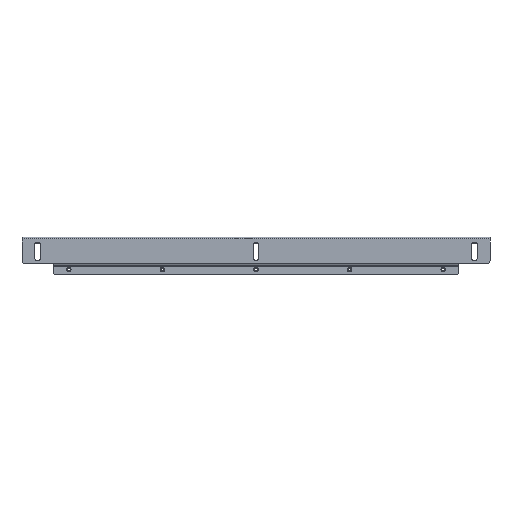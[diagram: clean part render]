
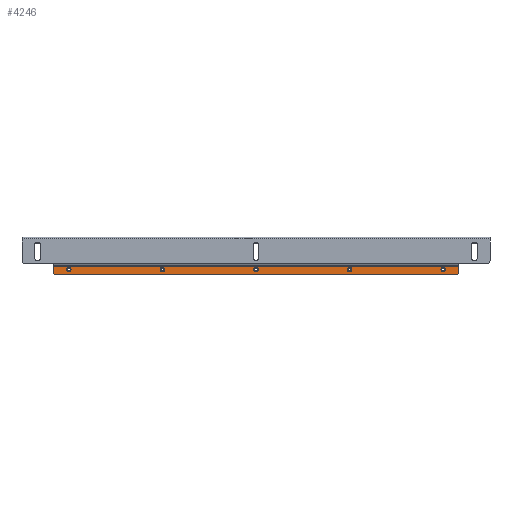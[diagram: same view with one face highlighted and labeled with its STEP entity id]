
A CAD part, left-side view. The second image highlights one B-rep face of the part: STEP entity #4246.
In plain terms, the highlighted planar face has unit normal (-1, 0, 0).
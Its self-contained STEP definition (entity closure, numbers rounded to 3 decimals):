
#11 = DIRECTION ( 'NONE',  ( -1., 0., 0. ) ) ;
#36 = ORIENTED_EDGE ( 'NONE', *, *, #87, .T. ) ;
#71 = DIRECTION ( 'NONE',  ( 0., 0., 1. ) ) ;
#78 = FACE_BOUND ( 'NONE', #658, .T. ) ;
#87 = EDGE_CURVE ( 'NONE', #3665, #1888, #181, .T. ) ;
#100 = FACE_OUTER_BOUND ( 'NONE', #1053, .T. ) ;
#122 = FACE_BOUND ( 'NONE', #791, .T. ) ;
#181 = CIRCLE ( 'NONE', #1918, 5. ) ;
#202 = DIRECTION ( 'NONE',  ( 0., 0., 1. ) ) ;
#205 = CARTESIAN_POINT ( 'NONE',  ( -29.9, 0., -29.1 ) ) ;
#259 = ORIENTED_EDGE ( 'NONE', *, *, #2846, .F. ) ;
#281 = CARTESIAN_POINT ( 'NONE',  ( -29.9, 0., -26. ) ) ;
#322 = CARTESIAN_POINT ( 'NONE',  ( -29.9, 150., -29.1 ) ) ;
#329 = EDGE_LOOP ( 'NONE', ( #983, #2492 ) ) ;
#356 = VERTEX_POINT ( 'NONE', #1244 ) ;
#365 = CARTESIAN_POINT ( 'NONE',  ( -29.9, 150., -26. ) ) ;
#371 = CARTESIAN_POINT ( 'NONE',  ( -29.9, 320., -37.6 ) ) ;
#394 = EDGE_CURVE ( 'NONE', #3915, #2069, #694, .T. ) ;
#400 = ORIENTED_EDGE ( 'NONE', *, *, #1782, .F. ) ;
#419 = FACE_BOUND ( 'NONE', #329, .T. ) ;
#472 = EDGE_CURVE ( 'NONE', #3285, #667, #1273, .T. ) ;
#529 = AXIS2_PLACEMENT_3D ( 'NONE', #936, #607, #4060 ) ;
#569 = CARTESIAN_POINT ( 'NONE',  ( -29.9, 0., -29.1 ) ) ;
#576 = ORIENTED_EDGE ( 'NONE', *, *, #3196, .T. ) ;
#604 = AXIS2_PLACEMENT_3D ( 'NONE', #322, #1713, #4211 ) ;
#607 = DIRECTION ( 'NONE',  ( -1., 0., 0. ) ) ;
#611 = CARTESIAN_POINT ( 'NONE',  ( -29.9, -150., -26. ) ) ;
#624 = DIRECTION ( 'NONE',  ( 0., 0., 1. ) ) ;
#635 = EDGE_CURVE ( 'NONE', #2069, #3915, #778, .T. ) ;
#658 = EDGE_LOOP ( 'NONE', ( #3687, #3968 ) ) ;
#667 = VERTEX_POINT ( 'NONE', #281 ) ;
#687 = DIRECTION ( 'NONE',  ( 0., 0., -1. ) ) ;
#694 = CIRCLE ( 'NONE', #840, 3.1 ) ;
#778 = CIRCLE ( 'NONE', #3522, 3.1 ) ;
#791 = EDGE_LOOP ( 'NONE', ( #259, #3033 ) ) ;
#840 = AXIS2_PLACEMENT_3D ( 'NONE', #2304, #3319, #1935 ) ;
#857 = VERTEX_POINT ( 'NONE', #1887 ) ;
#892 = AXIS2_PLACEMENT_3D ( 'NONE', #931, #2386, #1947 ) ;
#896 = VERTEX_POINT ( 'NONE', #1173 ) ;
#903 = CIRCLE ( 'NONE', #604, 3.1 ) ;
#931 = CARTESIAN_POINT ( 'NONE',  ( -29.9, 300., -29.1 ) ) ;
#933 = DIRECTION ( 'NONE',  ( 0., -1., 0. ) ) ;
#936 = CARTESIAN_POINT ( 'NONE',  ( -29.9, 320., -32.6 ) ) ;
#969 = DIRECTION ( 'NONE',  ( -1., 0., 0. ) ) ;
#983 = ORIENTED_EDGE ( 'NONE', *, *, #635, .F. ) ;
#997 = VECTOR ( 'NONE', #624, 1000. ) ;
#1034 = AXIS2_PLACEMENT_3D ( 'NONE', #2566, #2206, #202 ) ;
#1053 = EDGE_LOOP ( 'NONE', ( #3771, #2422, #576, #36, #3202, #3455 ) ) ;
#1080 = EDGE_CURVE ( 'NONE', #3064, #1888, #2392, .T. ) ;
#1118 = AXIS2_PLACEMENT_3D ( 'NONE', #2824, #4200, #71 ) ;
#1149 = CARTESIAN_POINT ( 'NONE',  ( -29.9, 375., -22.5 ) ) ;
#1167 = CARTESIAN_POINT ( 'NONE',  ( -29.9, 0., -32.2 ) ) ;
#1173 = CARTESIAN_POINT ( 'NONE',  ( -29.9, 300., -26. ) ) ;
#1176 = ORIENTED_EDGE ( 'NONE', *, *, #472, .F. ) ;
#1190 = DIRECTION ( 'NONE',  ( 0., 0., 1. ) ) ;
#1221 = VECTOR ( 'NONE', #2435, 1000. ) ;
#1244 = CARTESIAN_POINT ( 'NONE',  ( -29.9, -300., -32.2 ) ) ;
#1273 = CIRCLE ( 'NONE', #3807, 3.1 ) ;
#1279 = LINE ( 'NONE', #4039, #3822 ) ;
#1314 = DIRECTION ( 'NONE',  ( 0., 0., 1. ) ) ;
#1355 = EDGE_CURVE ( 'NONE', #3147, #2191, #3635, .T. ) ;
#1448 = DIRECTION ( 'NONE',  ( 0., 0., 1. ) ) ;
#1513 = DIRECTION ( 'NONE',  ( -1., 0., 0. ) ) ;
#1572 = EDGE_CURVE ( 'NONE', #2920, #896, #2774, .T. ) ;
#1597 = CIRCLE ( 'NONE', #3479, 3.1 ) ;
#1707 = CARTESIAN_POINT ( 'NONE',  ( -29.9, -150., -32.2 ) ) ;
#1713 = DIRECTION ( 'NONE',  ( -1., 0., 0. ) ) ;
#1782 = EDGE_CURVE ( 'NONE', #2303, #356, #1838, .T. ) ;
#1795 = CARTESIAN_POINT ( 'NONE',  ( -29.9, -325., -32.6 ) ) ;
#1802 = DIRECTION ( 'NONE',  ( -1., 0., 0. ) ) ;
#1824 = CARTESIAN_POINT ( 'NONE',  ( -29.9, -300., -29.1 ) ) ;
#1838 = CIRCLE ( 'NONE', #1118, 3.1 ) ;
#1887 = CARTESIAN_POINT ( 'NONE',  ( -29.9, 325., -32.6 ) ) ;
#1888 = VERTEX_POINT ( 'NONE', #1795 ) ;
#1918 = AXIS2_PLACEMENT_3D ( 'NONE', #4437, #969, #3395 ) ;
#1935 = DIRECTION ( 'NONE',  ( 0., 0., 1. ) ) ;
#1947 = DIRECTION ( 'NONE',  ( 0., 0., 1. ) ) ;
#2069 = VERTEX_POINT ( 'NONE', #1707 ) ;
#2099 = EDGE_CURVE ( 'NONE', #857, #2803, #2496, .T. ) ;
#2169 = AXIS2_PLACEMENT_3D ( 'NONE', #4004, #3659, #2992 ) ;
#2191 = VERTEX_POINT ( 'NONE', #2561 ) ;
#2206 = DIRECTION ( 'NONE',  ( -1., 0., 0. ) ) ;
#2245 = AXIS2_PLACEMENT_3D ( 'NONE', #1149, #1802, #1190 ) ;
#2303 = VERTEX_POINT ( 'NONE', #4155 ) ;
#2304 = CARTESIAN_POINT ( 'NONE',  ( -29.9, -150., -29.1 ) ) ;
#2309 = CARTESIAN_POINT ( 'NONE',  ( -29.9, -320., -37.6 ) ) ;
#2386 = DIRECTION ( 'NONE',  ( -1., 0., 0. ) ) ;
#2392 = LINE ( 'NONE', #3379, #3632 ) ;
#2422 = ORIENTED_EDGE ( 'NONE', *, *, #2099, .T. ) ;
#2435 = DIRECTION ( 'NONE',  ( 0., -1., 0. ) ) ;
#2492 = ORIENTED_EDGE ( 'NONE', *, *, #394, .F. ) ;
#2496 = CIRCLE ( 'NONE', #529, 5. ) ;
#2510 = VERTEX_POINT ( 'NONE', #3640 ) ;
#2561 = CARTESIAN_POINT ( 'NONE',  ( -29.9, 150., -32.2 ) ) ;
#2566 = CARTESIAN_POINT ( 'NONE',  ( -29.9, 150., -29.1 ) ) ;
#2612 = DIRECTION ( 'NONE',  ( 0., 0., 1. ) ) ;
#2639 = DIRECTION ( 'NONE',  ( 0., 0., 1. ) ) ;
#2696 = LINE ( 'NONE', #4072, #997 ) ;
#2702 = CARTESIAN_POINT ( 'NONE',  ( -29.9, 375., -37.6 ) ) ;
#2774 = CIRCLE ( 'NONE', #892, 3.1 ) ;
#2803 = VERTEX_POINT ( 'NONE', #371 ) ;
#2824 = CARTESIAN_POINT ( 'NONE',  ( -29.9, -300., -29.1 ) ) ;
#2846 = EDGE_CURVE ( 'NONE', #2191, #3147, #903, .T. ) ;
#2914 = FACE_BOUND ( 'NONE', #3634, .T. ) ;
#2920 = VERTEX_POINT ( 'NONE', #3524 ) ;
#2939 = ORIENTED_EDGE ( 'NONE', *, *, #4232, .F. ) ;
#2975 = CIRCLE ( 'NONE', #4209, 3.1 ) ;
#2992 = DIRECTION ( 'NONE',  ( 0., 0., 1. ) ) ;
#3033 = ORIENTED_EDGE ( 'NONE', *, *, #1355, .F. ) ;
#3064 = VERTEX_POINT ( 'NONE', #3971 ) ;
#3122 = EDGE_CURVE ( 'NONE', #2510, #3064, #1279, .T. ) ;
#3133 = LINE ( 'NONE', #2702, #1221 ) ;
#3147 = VERTEX_POINT ( 'NONE', #365 ) ;
#3196 = EDGE_CURVE ( 'NONE', #2803, #3665, #3133, .T. ) ;
#3202 = ORIENTED_EDGE ( 'NONE', *, *, #1080, .F. ) ;
#3285 = VERTEX_POINT ( 'NONE', #1167 ) ;
#3288 = DIRECTION ( 'NONE',  ( -1., 0., 0. ) ) ;
#3319 = DIRECTION ( 'NONE',  ( -1., 0., 0. ) ) ;
#3379 = CARTESIAN_POINT ( 'NONE',  ( -29.9, -325., -22.5 ) ) ;
#3395 = DIRECTION ( 'NONE',  ( 0., 0., 1. ) ) ;
#3455 = ORIENTED_EDGE ( 'NONE', *, *, #3122, .F. ) ;
#3479 = AXIS2_PLACEMENT_3D ( 'NONE', #205, #3288, #2612 ) ;
#3522 = AXIS2_PLACEMENT_3D ( 'NONE', #4086, #11, #1314 ) ;
#3524 = CARTESIAN_POINT ( 'NONE',  ( -29.9, 300., -32.2 ) ) ;
#3619 = DIRECTION ( 'NONE',  ( -1., 0., 0. ) ) ;
#3632 = VECTOR ( 'NONE', #687, 1000. ) ;
#3634 = EDGE_LOOP ( 'NONE', ( #1176, #4364 ) ) ;
#3635 = CIRCLE ( 'NONE', #1034, 3.1 ) ;
#3640 = CARTESIAN_POINT ( 'NONE',  ( -29.9, 325., -23.5 ) ) ;
#3653 = EDGE_CURVE ( 'NONE', #857, #2510, #2696, .T. ) ;
#3659 = DIRECTION ( 'NONE',  ( -1., 0., 0. ) ) ;
#3665 = VERTEX_POINT ( 'NONE', #2309 ) ;
#3687 = ORIENTED_EDGE ( 'NONE', *, *, #1572, .F. ) ;
#3718 = EDGE_CURVE ( 'NONE', #896, #2920, #3750, .T. ) ;
#3750 = CIRCLE ( 'NONE', #2169, 3.1 ) ;
#3771 = ORIENTED_EDGE ( 'NONE', *, *, #3653, .F. ) ;
#3807 = AXIS2_PLACEMENT_3D ( 'NONE', #569, #3619, #2639 ) ;
#3822 = VECTOR ( 'NONE', #933, 1000. ) ;
#3915 = VERTEX_POINT ( 'NONE', #611 ) ;
#3968 = ORIENTED_EDGE ( 'NONE', *, *, #3718, .F. ) ;
#3971 = CARTESIAN_POINT ( 'NONE',  ( -29.9, -325., -23.5 ) ) ;
#4004 = CARTESIAN_POINT ( 'NONE',  ( -29.9, 300., -29.1 ) ) ;
#4039 = CARTESIAN_POINT ( 'NONE',  ( -29.9, 375., -23.5 ) ) ;
#4060 = DIRECTION ( 'NONE',  ( 0., 0., 1. ) ) ;
#4072 = CARTESIAN_POINT ( 'NONE',  ( -29.9, 325., -22.5 ) ) ;
#4086 = CARTESIAN_POINT ( 'NONE',  ( -29.9, -150., -29.1 ) ) ;
#4155 = CARTESIAN_POINT ( 'NONE',  ( -29.9, -300., -26. ) ) ;
#4200 = DIRECTION ( 'NONE',  ( -1., 0., 0. ) ) ;
#4209 = AXIS2_PLACEMENT_3D ( 'NONE', #1824, #1513, #1448 ) ;
#4211 = DIRECTION ( 'NONE',  ( 0., 0., 1. ) ) ;
#4232 = EDGE_CURVE ( 'NONE', #356, #2303, #2975, .T. ) ;
#4246 = ADVANCED_FACE ( 'NONE', ( #100, #78, #419, #4252, #122, #2914 ), #4294, .T. ) ;
#4252 = FACE_BOUND ( 'NONE', #4384, .T. ) ;
#4290 = EDGE_CURVE ( 'NONE', #667, #3285, #1597, .T. ) ;
#4294 = PLANE ( 'NONE',  #2245 ) ;
#4364 = ORIENTED_EDGE ( 'NONE', *, *, #4290, .F. ) ;
#4384 = EDGE_LOOP ( 'NONE', ( #2939, #400 ) ) ;
#4437 = CARTESIAN_POINT ( 'NONE',  ( -29.9, -320., -32.6 ) ) ;
